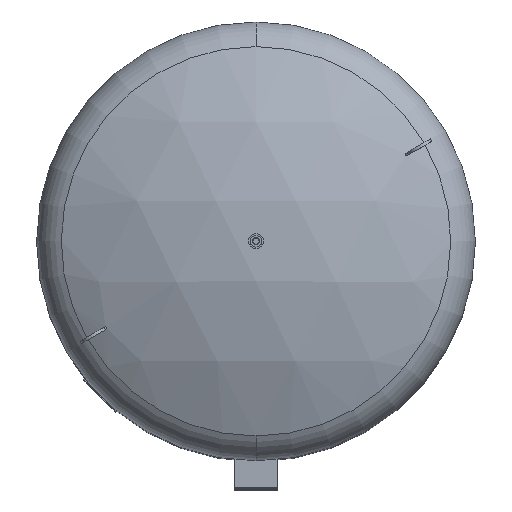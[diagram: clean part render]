
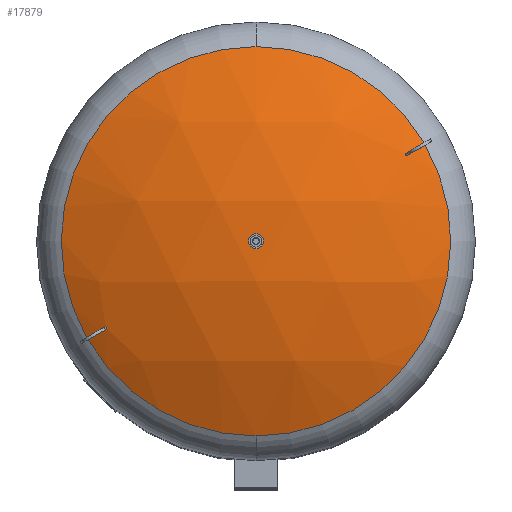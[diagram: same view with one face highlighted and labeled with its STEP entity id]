
A CAD part, top view. The second image highlights one B-rep face of the part: STEP entity #17879.
In plain terms, the highlighted spherical face has radius 1006 mm.
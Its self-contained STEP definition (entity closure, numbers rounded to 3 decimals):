
#17291=CARTESIAN_POINT('',(0.,-443.778,1865.827));
#17292=VERTEX_POINT('',#17291);
#17308=CARTESIAN_POINT('',(0.,443.778,1865.827));
#17309=VERTEX_POINT('',#17308);
#17317=CARTESIAN_POINT('',(382.814,224.482,1865.827));
#17318=VERTEX_POINT('',#17317);
#17319=CARTESIAN_POINT('',(0.,0.,1865.827));
#17320=DIRECTION('',(0.0,0.0,-1.0));
#17321=DIRECTION('',(1.0,0.0,0.0));
#17322=AXIS2_PLACEMENT_3D('',#17319,#17320,#17321);
#17323=CIRCLE('',#17322,443.778);
#17324=EDGE_CURVE('',#17309,#17318,#17323,.T.);
#17351=CARTESIAN_POINT('',(385.814,219.286,1865.827));
#17352=VERTEX_POINT('',#17351);
#17364=CARTESIAN_POINT('',(0.,0.,1865.827));
#17365=DIRECTION('',(0.0,0.0,-1.0));
#17366=DIRECTION('',(1.0,0.0,0.0));
#17367=AXIS2_PLACEMENT_3D('',#17364,#17365,#17366);
#17368=CIRCLE('',#17367,443.778);
#17369=EDGE_CURVE('',#17352,#17292,#17368,.T.);
#17421=CARTESIAN_POINT('',(-382.814,-224.482,1865.827));
#17422=VERTEX_POINT('',#17421);
#17436=CARTESIAN_POINT('',(-339.752,-199.62,1888.611));
#17437=VERTEX_POINT('',#17436);
#17438=CARTESIAN_POINT('',(1.5,-2.598,963.));
#17439=DIRECTION('',(0.5,-0.866,0.0));
#17440=DIRECTION('',(0.0,0.0,1.0));
#17441=AXIS2_PLACEMENT_3D('',#17438,#17439,#17440);
#17442=CIRCLE('',#17441,1005.996);
#17443=EDGE_CURVE('',#17437,#17422,#17442,.T.);
#17486=CARTESIAN_POINT('',(-342.752,-194.424,1888.611));
#17487=VERTEX_POINT('',#17486);
#17488=CARTESIAN_POINT('',(-110.683,-63.903,927.593));
#17489=DIRECTION('',(0.835,0.482,0.267));
#17490=DIRECTION('',(0.0,0.485,-0.875));
#17491=AXIS2_PLACEMENT_3D('',#17488,#17489,#17490);
#17492=CIRCLE('',#17491,997.22);
#17493=EDGE_CURVE('',#17487,#17437,#17492,.T.);
#17571=CARTESIAN_POINT('',(-385.814,-219.286,1865.827));
#17572=VERTEX_POINT('',#17571);
#17593=CARTESIAN_POINT('',(-1.5,2.598,963.));
#17594=DIRECTION('',(-0.5,0.866,0.0));
#17595=DIRECTION('',(0.0,0.0,-1.0));
#17596=AXIS2_PLACEMENT_3D('',#17593,#17594,#17595);
#17597=CIRCLE('',#17596,1005.996);
#17598=EDGE_CURVE('',#17572,#17487,#17597,.T.);
#17625=CARTESIAN_POINT('',(0.,0.,1865.827));
#17626=DIRECTION('',(0.0,0.0,-1.0));
#17627=DIRECTION('',(1.0,0.0,0.0));
#17628=AXIS2_PLACEMENT_3D('',#17625,#17626,#17627);
#17629=CIRCLE('',#17628,443.778);
#17630=EDGE_CURVE('',#17292,#17422,#17629,.T.);
#17635=CARTESIAN_POINT('',(0.,0.,1865.827));
#17636=DIRECTION('',(0.0,0.0,-1.0));
#17637=DIRECTION('',(1.0,0.0,0.0));
#17638=AXIS2_PLACEMENT_3D('',#17635,#17636,#17637);
#17639=CIRCLE('',#17638,443.778);
#17640=EDGE_CURVE('',#17572,#17309,#17639,.T.);
#17660=CARTESIAN_POINT('',(339.752,199.62,1888.611));
#17661=VERTEX_POINT('',#17660);
#17662=CARTESIAN_POINT('',(-1.5,2.598,963.));
#17663=DIRECTION('',(-0.5,0.866,0.0));
#17664=DIRECTION('',(0.0,0.0,-1.0));
#17665=AXIS2_PLACEMENT_3D('',#17662,#17663,#17664);
#17666=CIRCLE('',#17665,1005.996);
#17667=EDGE_CURVE('',#17661,#17318,#17666,.T.);
#17710=CARTESIAN_POINT('',(342.752,194.424,1888.611));
#17711=VERTEX_POINT('',#17710);
#17712=CARTESIAN_POINT('',(110.683,63.903,927.593));
#17713=DIRECTION('',(-0.835,-0.482,0.267));
#17714=DIRECTION('',(0.0,0.485,0.875));
#17715=AXIS2_PLACEMENT_3D('',#17712,#17713,#17714);
#17716=CIRCLE('',#17715,997.22);
#17717=EDGE_CURVE('',#17711,#17661,#17716,.T.);
#17848=CARTESIAN_POINT('',(1.5,-2.598,963.));
#17849=DIRECTION('',(0.5,-0.866,0.0));
#17850=DIRECTION('',(0.0,0.0,1.0));
#17851=AXIS2_PLACEMENT_3D('',#17848,#17849,#17850);
#17852=CIRCLE('',#17851,1005.996);
#17853=EDGE_CURVE('',#17352,#17711,#17852,.T.);
#17862=CARTESIAN_POINT('',(0.,0.,963.));
#17863=DIRECTION('',(0.0,-1.0,0.0));
#17864=DIRECTION('',(-1.0,0.0,0.0));
#17865=AXIS2_PLACEMENT_3D('',#17862,#17863,#17864);
#17866=SPHERICAL_SURFACE('',#17865,1006.);
#17867=ORIENTED_EDGE('',*,*,#17443,.T.);
#17868=ORIENTED_EDGE('',*,*,#17630,.F.);
#17869=ORIENTED_EDGE('',*,*,#17369,.F.);
#17870=ORIENTED_EDGE('',*,*,#17853,.T.);
#17871=ORIENTED_EDGE('',*,*,#17717,.T.);
#17872=ORIENTED_EDGE('',*,*,#17667,.T.);
#17873=ORIENTED_EDGE('',*,*,#17324,.F.);
#17874=ORIENTED_EDGE('',*,*,#17640,.F.);
#17875=ORIENTED_EDGE('',*,*,#17598,.T.);
#17876=ORIENTED_EDGE('',*,*,#17493,.T.);
#17877=EDGE_LOOP('',(#17867,#17868,#17869,#17870,#17871,#17872,#17873,#17874,#17875,#17876));
#17878=FACE_OUTER_BOUND('',#17877,.T.);
#17879=ADVANCED_FACE('',(#17878),#17866,.T.);
